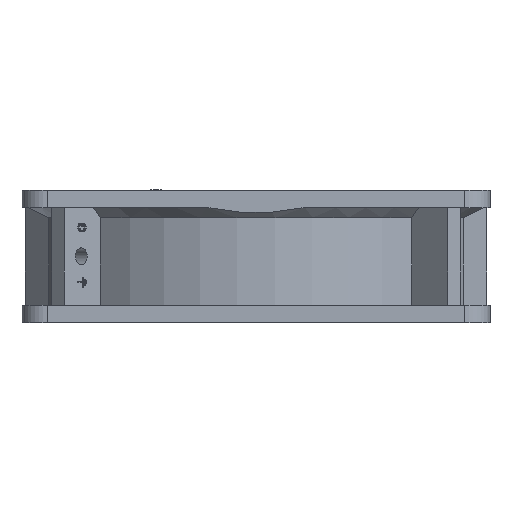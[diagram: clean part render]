
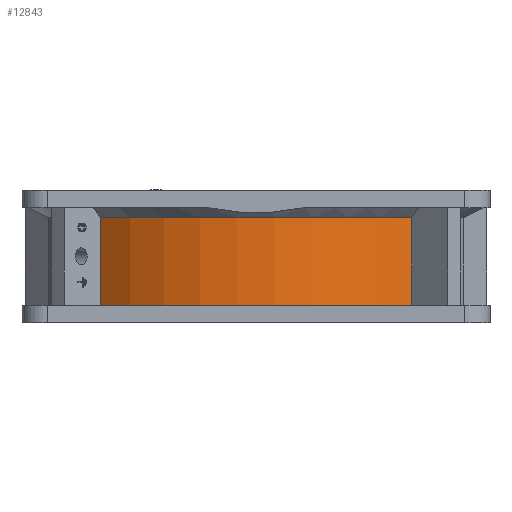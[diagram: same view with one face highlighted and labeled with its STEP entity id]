
A CAD part, front view. The second image highlights one B-rep face of the part: STEP entity #12843.
In plain terms, the highlighted cylindrical face has radius 45 mm (diameter 90 mm), a partial arc.
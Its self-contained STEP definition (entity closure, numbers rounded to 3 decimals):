
#1530=CARTESIAN_POINT('',(-30.595,-32.999,
20.6));
#2036=CARTESIAN_POINT('',(0.,0.,20.6));
#2037=DIRECTION('',(0.,0.,-1.));
#2038=DIRECTION('',(0.68,-0.733,0.));
#2039=AXIS2_PLACEMENT_3D('',#2036,#2037,#2038);
#2108=DIRECTION('',(0.,0.,1.));
#2109=VECTOR('',#2108,17.2);
#2110=CARTESIAN_POINT('',(30.595,-32.999,3.4));
#2111=LINE('',#2110,#2109);
#2112=CARTESIAN_POINT('',(0.,0.,3.4));
#2113=DIRECTION('',(0.,0.,-1.));
#2114=DIRECTION('',(0.68,-0.733,0.));
#2115=AXIS2_PLACEMENT_3D('',#2112,#2113,#2114);
#2117=DIRECTION('',(0.,0.,1.));
#2118=VECTOR('',#2117,17.2);
#2119=CARTESIAN_POINT('',(-30.595,-32.999,3.4));
#2120=LINE('',#2119,#2118);
#2248=CARTESIAN_POINT('',(30.595,-32.999,20.6));
#8129=CARTESIAN_POINT('',(30.595,-32.999,3.4));
#8131=VERTEX_POINT('',#8129);
#8149=CARTESIAN_POINT('',(-30.595,-32.999,3.4));
#8150=VERTEX_POINT('',#8149);
#10192=VERTEX_POINT('',#2248);
#10195=VERTEX_POINT('',#1530);
#12831=CARTESIAN_POINT('',(0.,0.,3.4));
#12832=DIRECTION('',(0.,0.,1.));
#12833=DIRECTION('',(1.,0.,0.));
#12834=AXIS2_PLACEMENT_3D('',#12831,#12832,#12833);
#12835=CYLINDRICAL_SURFACE('',#12834,45.);
#12836=ORIENTED_EDGE('',*,*,#12709,.F.);
#12838=ORIENTED_EDGE('',*,*,#12837,.F.);
#12839=ORIENTED_EDGE('',*,*,#10581,.T.);
#12840=ORIENTED_EDGE('',*,*,#11626,.T.);
#12841=EDGE_LOOP('',(#12836,#12838,#12839,#12840));
#12842=FACE_OUTER_BOUND('',#12841,.F.);
#12843=ADVANCED_FACE('',(#12842),#12835,.T.);
#2040=CIRCLE('',#2039,45.);
#2116=CIRCLE('',#2115,45.);
#10581=EDGE_CURVE('',#8131,#8150,#2116,.T.);
#11626=EDGE_CURVE('',#8150,#10195,#2120,.T.);
#12709=EDGE_CURVE('',#10192,#10195,#2040,.T.);
#12837=EDGE_CURVE('',#8131,#10192,#2111,.T.);
